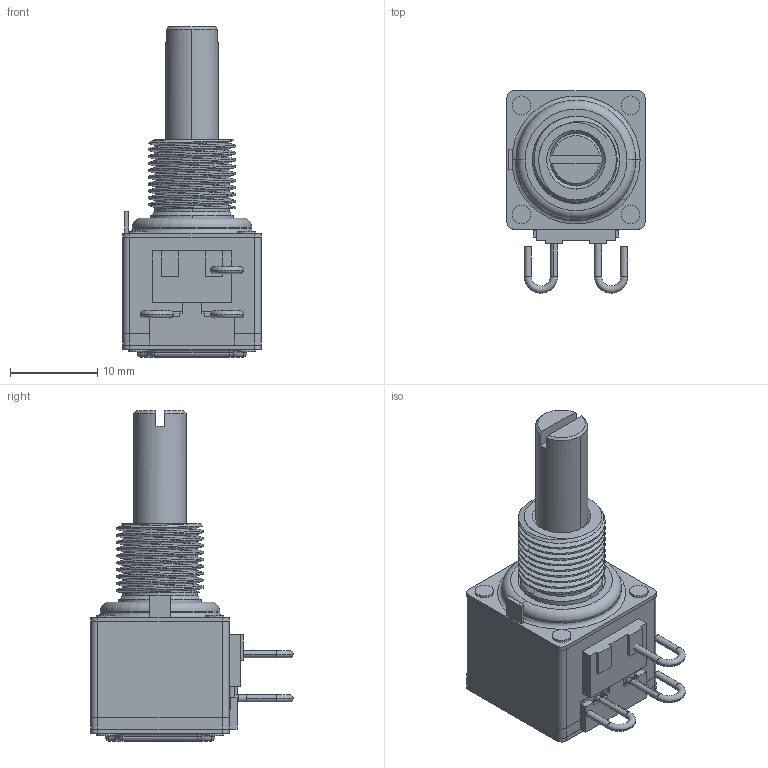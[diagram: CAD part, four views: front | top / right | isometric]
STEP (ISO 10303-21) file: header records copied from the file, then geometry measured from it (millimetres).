
FILE_DESCRIPTION((''),'2;1');
FILE_NAME('82R1A-R22-A13L_ASM','2020-02-27T13:48:18',('LUISC1'),(''),'CREO PARAMETRIC BY PTC INC, 2018050','CREO PARAMETRIC BY PTC INC, 2018050','');
FILE_SCHEMA(('CONFIG_CONTROL_DESIGN'));
Length unit declared in the file: inch
Products named in the file (11): 33156-48202_1; 02410-57900_1; 33156-46900_BODY-ELEMENT_1; 8000-MUDULE-1_ASM_1_ASM; 04826-09101_4; 33180-09813_BUSHING_5; FRONT-COVER_1; 34733-01900_RIVET_2GANG_SWITCH_; 33256-54101_REAR_COVER_1; 8000-DUAL-GANG-SWITCH-ASSY_ASM__ASM; 82R1A-R22-A13L_ASM
Assembly tree (13 placements, depth 4):
  82R1A-R22-A13L_ASM
    8000-DUAL-GANG-SWITCH-ASSY_ASM__ASM
      8000-MUDULE-1_ASM_1_ASM
        33156-48202_1
        02410-57900_1
        33156-46900_BODY-ELEMENT_1
      04826-09101_4
      33180-09813_BUSHING_5
      FRONT-COVER_1
      34733-01900_RIVET_2GANG_SWITCH_  x4
      33256-54101_REAR_COVER_1
Bounding box: 15.88 x 23.23 x 37.97 mm (x, y, z)
Volume: 3379.2 mm3; surface area: 6220.4 mm2
Topology: 11 solids, 11 shells, 483 faces, 1233 edges, 807 vertices
Faces by surface type: cylinder 218, plane 172, torus 52, cone 24, bspline 10, sphere 7
Entity records: 18702 total; most frequent: CARTESIAN_POINT 6936, DIRECTION 2556, ORIENTED_EDGE 2342, EDGE_CURVE 1171, AXIS2_PLACEMENT_3D 1013, VERTEX_POINT 771, CIRCLE 534, EDGE_LOOP 532
